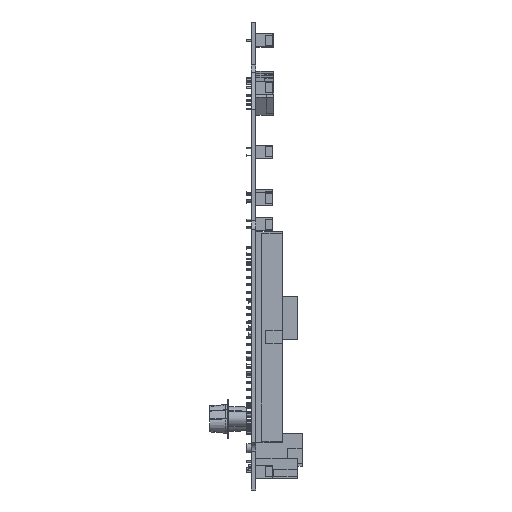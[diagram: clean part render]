
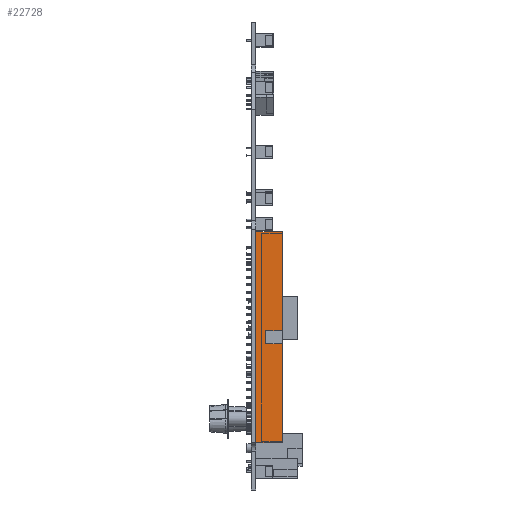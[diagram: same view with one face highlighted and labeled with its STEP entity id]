
A CAD part, left-side view. The second image highlights one B-rep face of the part: STEP entity #22728.
In plain terms, the highlighted face is planar.
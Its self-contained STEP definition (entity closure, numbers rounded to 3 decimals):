
#5500 = AXIS2_PLACEMENT_3D ( 'NONE', #7040, #7042, #7046 ) ;
#5636 = VECTOR ( 'NONE', #17908, 1000. ) ;
#5718 = VECTOR ( 'NONE', #15137, 1000. ) ;
#5788 = VECTOR ( 'NONE', #15355, 1000. ) ;
#5800 = VECTOR ( 'NONE', #15476, 1000. ) ;
#5836 = VECTOR ( 'NONE', #15562, 1000. ) ;
#5895 = VECTOR ( 'NONE', #15554, 1000. ) ;
#5919 = VECTOR ( 'NONE', #15741, 1000. ) ;
#5948 = VECTOR ( 'NONE', #15735, 1000. ) ;
#7038 = FACE_OUTER_BOUND ( 'NONE', #19971, .T. ) ;
#7039 = PLANE ( 'NONE',  #5500 ) ;
#7040 = CARTESIAN_POINT ( 'NONE',  ( -35.56, 9., 4.4 ) ) ;
#7042 = DIRECTION ( 'NONE',  ( 0., 0., -1. ) ) ;
#7046 = DIRECTION ( 'NONE',  ( -1., 0., 0. ) ) ;
#8819 = ORIENTED_EDGE ( 'NONE', *, *, #22002, .F. ) ;
#8822 = ORIENTED_EDGE ( 'NONE', *, *, #22042, .F. ) ;
#8828 = ORIENTED_EDGE ( 'NONE', *, *, #22041, .F. ) ;
#8843 = ORIENTED_EDGE ( 'NONE', *, *, #22097, .F. ) ;
#8844 = ORIENTED_EDGE ( 'NONE', *, *, #22089, .F. ) ;
#8849 = ORIENTED_EDGE ( 'NONE', *, *, #21957, .T. ) ;
#8853 = ORIENTED_EDGE ( 'NONE', *, *, #22024, .F. ) ;
#8855 = ORIENTED_EDGE ( 'NONE', *, *, #21874, .T. ) ;
#13700 = VERTEX_POINT ( 'NONE', #17000 ) ;
#13709 = VERTEX_POINT ( 'NONE', #17009 ) ;
#13715 = VERTEX_POINT ( 'NONE', #16985 ) ;
#13733 = VERTEX_POINT ( 'NONE', #16990 ) ;
#13747 = VERTEX_POINT ( 'NONE', #17021 ) ;
#13756 = VERTEX_POINT ( 'NONE', #17037 ) ;
#13772 = VERTEX_POINT ( 'NONE', #17059 ) ;
#13793 = VERTEX_POINT ( 'NONE', #17094 ) ;
#15103 = LINE ( 'NONE', #15141, #5718 ) ;
#15137 = DIRECTION ( 'NONE',  ( 0., -1., 0. ) ) ;
#15141 = CARTESIAN_POINT ( 'NONE',  ( -35.56, 9., 4.4 ) ) ;
#15290 = CARTESIAN_POINT ( 'NONE',  ( -35.56, 9., 4.4 ) ) ;
#15353 = LINE ( 'NONE', #15290, #5788 ) ;
#15355 = DIRECTION ( 'NONE',  ( 1., 0., 0. ) ) ;
#15386 = CARTESIAN_POINT ( 'NONE',  ( -35.56, 9., 4.4 ) ) ;
#15442 = LINE ( 'NONE', #15386, #5800 ) ;
#15448 = LINE ( 'NONE', #15541, #5836 ) ;
#15476 = DIRECTION ( 'NONE',  ( 1., 0., 0. ) ) ;
#15541 = CARTESIAN_POINT ( 'NONE',  ( 2.2, 9., 4.4 ) ) ;
#15554 = DIRECTION ( 'NONE',  ( 1., 0., 0. ) ) ;
#15562 = DIRECTION ( 'NONE',  ( 0., 1., 0. ) ) ;
#15595 = CARTESIAN_POINT ( 'NONE',  ( -2.2, 3.3, 4.4 ) ) ;
#15612 = LINE ( 'NONE', #15595, #5895 ) ;
#15728 = LINE ( 'NONE', #15740, #5919 ) ;
#15731 = LINE ( 'NONE', #15758, #5948 ) ;
#15735 = DIRECTION ( 'NONE',  ( 0., -1., 0. ) ) ;
#15740 = CARTESIAN_POINT ( 'NONE',  ( 35.56, 9., 4.4 ) ) ;
#15741 = DIRECTION ( 'NONE',  ( 0., -1., 0. ) ) ;
#15758 = CARTESIAN_POINT ( 'NONE',  ( -2.2, 9., 4.4 ) ) ;
#16985 = CARTESIAN_POINT ( 'NONE',  ( -2.2, 3.3, 4.4 ) ) ;
#16990 = CARTESIAN_POINT ( 'NONE',  ( -35.56, 9., 4.4 ) ) ;
#17000 = CARTESIAN_POINT ( 'NONE',  ( -35.56, 0., 4.4 ) ) ;
#17009 = CARTESIAN_POINT ( 'NONE',  ( 2.2, 3.3, 4.4 ) ) ;
#17021 = CARTESIAN_POINT ( 'NONE',  ( 35.56, 0., 4.4 ) ) ;
#17037 = CARTESIAN_POINT ( 'NONE',  ( 2.2, 9., 4.4 ) ) ;
#17059 = CARTESIAN_POINT ( 'NONE',  ( -2.2, 9., 4.4 ) ) ;
#17094 = CARTESIAN_POINT ( 'NONE',  ( 35.56, 9., 4.4 ) ) ;
#17906 = LINE ( 'NONE', #17921, #5636 ) ;
#17908 = DIRECTION ( 'NONE',  ( 1., 0., 0. ) ) ;
#17921 = CARTESIAN_POINT ( 'NONE',  ( -35.56, 0., 4.4 ) ) ;
#19971 = EDGE_LOOP ( 'NONE', ( #8822, #8844, #8853, #8849, #8855, #8843, #8819, #8828 ) ) ;
#21874 = EDGE_CURVE ( 'NONE', #13700, #13747, #17906, .T. ) ;
#21957 = EDGE_CURVE ( 'NONE', #13733, #13700, #15103, .T. ) ;
#22002 = EDGE_CURVE ( 'NONE', #13756, #13793, #15353, .T. ) ;
#22024 = EDGE_CURVE ( 'NONE', #13733, #13772, #15442, .T. ) ;
#22041 = EDGE_CURVE ( 'NONE', #13709, #13756, #15448, .T. ) ;
#22042 = EDGE_CURVE ( 'NONE', #13715, #13709, #15612, .T. ) ;
#22089 = EDGE_CURVE ( 'NONE', #13772, #13715, #15731, .T. ) ;
#22097 = EDGE_CURVE ( 'NONE', #13793, #13747, #15728, .T. ) ;
#22728 = ADVANCED_FACE ( 'NONE', ( #7038 ), #7039, .F. ) ;
